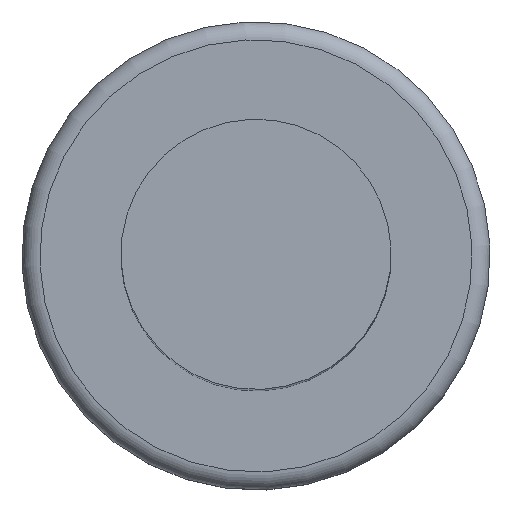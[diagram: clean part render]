
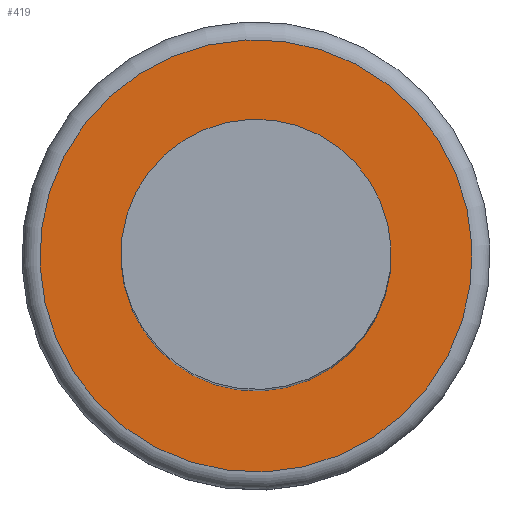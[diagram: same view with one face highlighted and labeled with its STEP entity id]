
A CAD part, top view. The second image highlights one B-rep face of the part: STEP entity #419.
In plain terms, the highlighted planar face has unit normal (0, 0, 1).
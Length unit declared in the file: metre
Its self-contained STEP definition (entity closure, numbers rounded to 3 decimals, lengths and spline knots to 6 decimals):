
#203=ORIENTED_EDGE('',*,*,#222,.T.);
#204=ORIENTED_EDGE('',*,*,#221,.F.);
#221=EDGE_CURVE('',#275,#275,#313,.T.);
#222=EDGE_CURVE('',#276,#276,#314,.T.);
#275=VERTEX_POINT('',#581);
#276=VERTEX_POINT('',#584);
#313=CIRCLE('',#438,0.0015);
#314=CIRCLE('',#440,0.0024);
#342=EDGE_LOOP('',(#203));
#343=EDGE_LOOP('',(#204));
#372=FACE_BOUND('',#342,.T.);
#373=FACE_BOUND('',#343,.T.);
#396=PLANE('',#462);
#419=ADVANCED_FACE('',(#372,#373),#396,.T.);
#438=AXIS2_PLACEMENT_3D('',#580,#473,#474);
#440=AXIS2_PLACEMENT_3D('',#583,#477,#478);
#462=AXIS2_PLACEMENT_3D('',#689,#569,#570);
#473=DIRECTION('',(0.,0.,1.));
#474=DIRECTION('',(-0.298,-0.955,0.));
#477=DIRECTION('',(0.,0.,1.));
#478=DIRECTION('',(-0.298,-0.955,0.));
#569=DIRECTION('',(0.,0.,1.));
#570=DIRECTION('',(-0.298,-0.955,0.));
#580=CARTESIAN_POINT('',(0.0155,-0.002841,0.015159));
#581=CARTESIAN_POINT('',(0.015053,-0.004273,0.015159));
#583=CARTESIAN_POINT('',(0.0155,-0.002841,0.015159));
#584=CARTESIAN_POINT('',(0.014785,-0.005132,0.015159));
#689=CARTESIAN_POINT('',(0.0155,-0.002841,0.015159));
